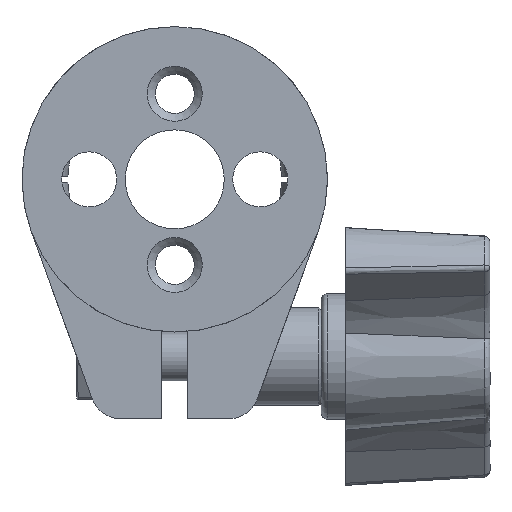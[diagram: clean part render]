
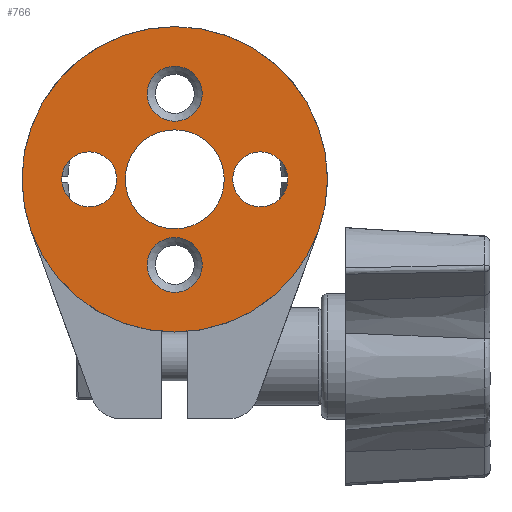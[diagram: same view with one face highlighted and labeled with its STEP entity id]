
A CAD part, front view. The second image highlights one B-rep face of the part: STEP entity #766.
In plain terms, the highlighted planar face has unit normal (0, -1, 0).
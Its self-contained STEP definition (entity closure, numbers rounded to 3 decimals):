
#31 = ORIENTED_EDGE ( 'NONE', *, *, #5347, .T. ) ;
#242 = ORIENTED_EDGE ( 'NONE', *, *, #5348, .T. ) ;
#306 = ORIENTED_EDGE ( 'NONE', *, *, #5357, .T. ) ;
#317 = ORIENTED_EDGE ( 'NONE', *, *, #5345, .F. ) ;
#387 = ORIENTED_EDGE ( 'NONE', *, *, #5434, .T. ) ;
#523 = ORIENTED_EDGE ( 'NONE', *, *, #5375, .F. ) ;
#766 = ADVANCED_FACE ( 'NONE', ( #4845, #4639, #4834, #4799, #4842, #4627 ), #1381, .F. ) ;
#799 = DIRECTION ( 'NONE',  ( 0., 1., 0. ) ) ;
#1042 = CARTESIAN_POINT ( 'NONE',  ( 0., -30., 4.05 ) ) ;
#1381 = PLANE ( 'NONE',  #5612 ) ;
#1470 = DIRECTION ( 'NONE',  ( -1., 0., 0. ) ) ;
#1585 = DIRECTION ( 'NONE',  ( -1., 0., 0. ) ) ;
#1586 = DIRECTION ( 'NONE',  ( 0., 1., 0. ) ) ;
#1588 = CARTESIAN_POINT ( 'NONE',  ( 0., -30., 0. ) ) ;
#1729 = DIRECTION ( 'NONE',  ( 0., 0., -1. ) ) ;
#1730 = CARTESIAN_POINT ( 'NONE',  ( 0., -30., -7. ) ) ;
#1733 = DIRECTION ( 'NONE',  ( 0., 1., 0. ) ) ;
#1736 = DIRECTION ( 'NONE',  ( -1., 0., 0. ) ) ;
#1737 = DIRECTION ( 'NONE',  ( 0., 1., 0. ) ) ;
#1739 = CARTESIAN_POINT ( 'NONE',  ( 7., -30., 0. ) ) ;
#1742 = DIRECTION ( 'NONE',  ( 0., 0., 1. ) ) ;
#1745 = DIRECTION ( 'NONE',  ( 0., -1., 0. ) ) ;
#1746 = CARTESIAN_POINT ( 'NONE',  ( 0., -30., 7. ) ) ;
#1826 = CARTESIAN_POINT ( 'NONE',  ( 0., -30., 0. ) ) ;
#1828 = DIRECTION ( 'NONE',  ( 0., 1., 0. ) ) ;
#1829 = DIRECTION ( 'NONE',  ( -1., 0., 0. ) ) ;
#3320 = CARTESIAN_POINT ( 'NONE',  ( -7., -30., 0. ) ) ;
#3321 = DIRECTION ( 'NONE',  ( 0., 1., 0. ) ) ;
#3322 = DIRECTION ( 'NONE',  ( 1., 0., 0. ) ) ;
#3378 = CARTESIAN_POINT ( 'NONE',  ( 0., -30., 9.25 ) ) ;
#3380 = CARTESIAN_POINT ( 'NONE',  ( 4.75, -30., 0. ) ) ;
#3381 = CARTESIAN_POINT ( 'NONE',  ( 0., -30., -9.25 ) ) ;
#3385 = CARTESIAN_POINT ( 'NONE',  ( -4.05, -30., 0. ) ) ;
#3387 = CARTESIAN_POINT ( 'NONE',  ( -12.5, -30., 0. ) ) ;
#3404 = CARTESIAN_POINT ( 'NONE',  ( -4.75, -30., 0. ) ) ;
#3858 = EDGE_LOOP ( 'NONE', ( #317 ) ) ;
#3862 = EDGE_LOOP ( 'NONE', ( #31 ) ) ;
#3880 = EDGE_LOOP ( 'NONE', ( #387 ) ) ;
#3881 = EDGE_LOOP ( 'NONE', ( #523 ) ) ;
#3884 = EDGE_LOOP ( 'NONE', ( #306 ) ) ;
#3888 = EDGE_LOOP ( 'NONE', ( #242 ) ) ;
#4627 = FACE_BOUND ( 'NONE', #3858, .T. ) ;
#4639 = FACE_BOUND ( 'NONE', #3880, .T. ) ;
#4799 = FACE_OUTER_BOUND ( 'NONE', #3881, .T. ) ;
#4834 = FACE_BOUND ( 'NONE', #3862, .T. ) ;
#4842 = FACE_BOUND ( 'NONE', #3884, .T. ) ;
#4845 = FACE_BOUND ( 'NONE', #3888, .T. ) ;
#4905 = VERTEX_POINT ( 'NONE', #3404 ) ;
#4906 = VERTEX_POINT ( 'NONE', #3387 ) ;
#4913 = VERTEX_POINT ( 'NONE', #3378 ) ;
#4914 = VERTEX_POINT ( 'NONE', #3380 ) ;
#4915 = VERTEX_POINT ( 'NONE', #3381 ) ;
#4916 = VERTEX_POINT ( 'NONE', #3385 ) ;
#4935 = CIRCLE ( 'NONE', #6066, 4.05 ) ;
#4946 = CIRCLE ( 'NONE', #6080, 12.5 ) ;
#4991 = CIRCLE ( 'NONE', #6104, 2.25 ) ;
#5042 = CIRCLE ( 'NONE', #6128, 2.25 ) ;
#5047 = CIRCLE ( 'NONE', #6127, 2.25 ) ;
#5048 = CIRCLE ( 'NONE', #6062, 2.25 ) ;
#5345 = EDGE_CURVE ( 'NONE', #4913, #4913, #5042, .T. ) ;
#5347 = EDGE_CURVE ( 'NONE', #4914, #4914, #5047, .T. ) ;
#5348 = EDGE_CURVE ( 'NONE', #4915, #4915, #5048, .T. ) ;
#5357 = EDGE_CURVE ( 'NONE', #4916, #4916, #4935, .T. ) ;
#5375 = EDGE_CURVE ( 'NONE', #4906, #4906, #4946, .T. ) ;
#5434 = EDGE_CURVE ( 'NONE', #4905, #4905, #4991, .T. ) ;
#5612 = AXIS2_PLACEMENT_3D ( 'NONE', #1042, #799, #1470 ) ;
#6062 = AXIS2_PLACEMENT_3D ( 'NONE', #1730, #1733, #1729 ) ;
#6066 = AXIS2_PLACEMENT_3D ( 'NONE', #1826, #1828, #1829 ) ;
#6080 = AXIS2_PLACEMENT_3D ( 'NONE', #1588, #1586, #1585 ) ;
#6104 = AXIS2_PLACEMENT_3D ( 'NONE', #3320, #3321, #3322 ) ;
#6127 = AXIS2_PLACEMENT_3D ( 'NONE', #1739, #1737, #1736 ) ;
#6128 = AXIS2_PLACEMENT_3D ( 'NONE', #1746, #1745, #1742 ) ;
